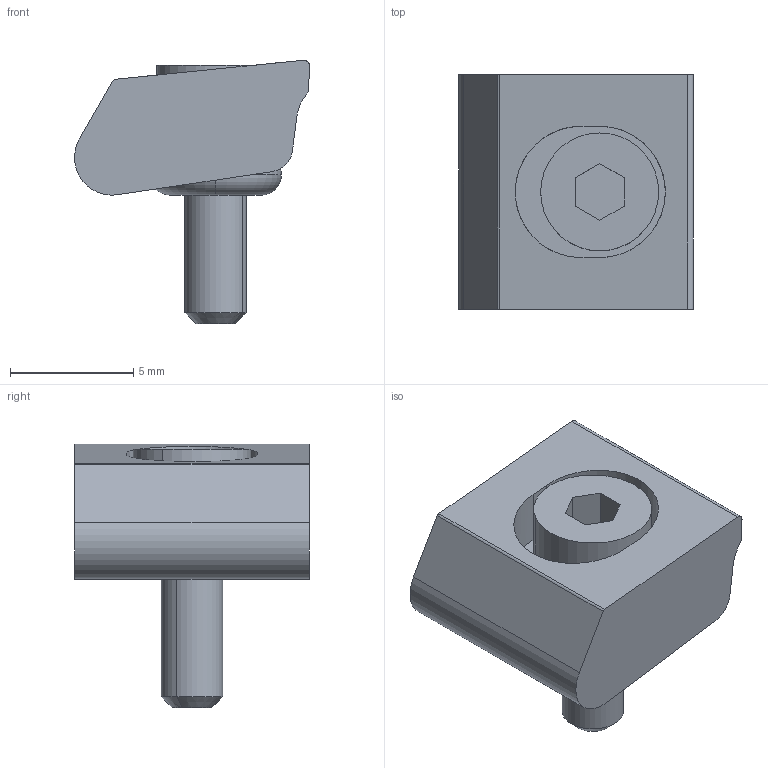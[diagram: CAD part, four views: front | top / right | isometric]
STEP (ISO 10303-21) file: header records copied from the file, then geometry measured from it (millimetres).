
FILE_DESCRIPTION (( 'STEP AP203' ), '1' );
FILE_NAME ('MBSC025TC.STEP', '2024-05-20T07:27:57', ( '' ), ( '' ), 'SwSTEP 2.0', 'SolidWorks 2022', '' );
FILE_SCHEMA (( 'CONFIG_CONTROL_DESIGN' ));
Length unit declared in the file: millimetre
Products named in the file (4): MBSC025TC_03_ﾃﾞﾌｫﾙﾄ; MBSC025TC_02_ﾃﾞﾌｫﾙﾄ; MBSC025TC; MBSC025TC_01_ﾃﾞﾌｫﾙﾄ
Assembly tree (3 placements, depth 2):
  MBSC025TC
    MBSC025TC_01_ﾃﾞﾌｫﾙﾄ
    MBSC025TC_02_ﾃﾞﾌｫﾙﾄ
    MBSC025TC_03_ﾃﾞﾌｫﾙﾄ
Bounding box: 9.54 x 9.53 x 10.7 mm (x, y, z)
Volume: 391.7 mm3; surface area: 574.4 mm2
Topology: 3 solids, 3 shells, 42 faces, 99 edges, 64 vertices
Faces by surface type: plane 22, cylinder 14, torus 4, cone 2
Entity records: 1631 total; most frequent: DIRECTION 225, CARTESIAN_POINT 223, ORIENTED_EDGE 198, EDGE_CURVE 99, AXIS2_PLACEMENT_3D 82, VERTEX_POINT 64, LINE 61, VECTOR 61
